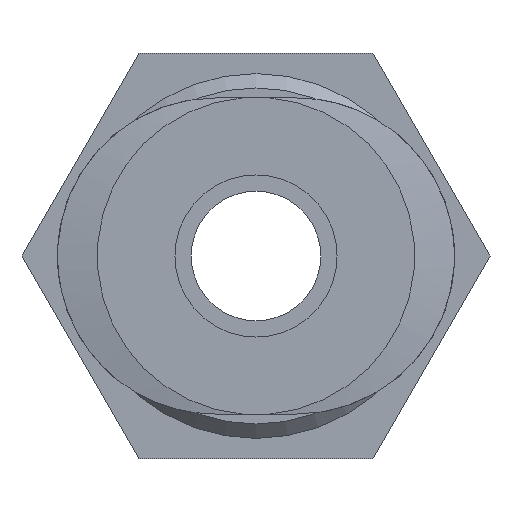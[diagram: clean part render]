
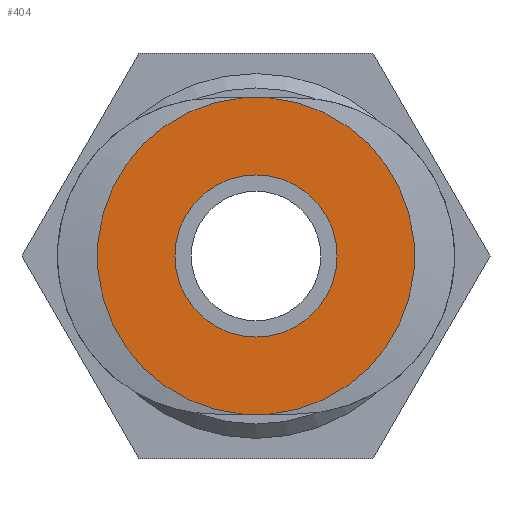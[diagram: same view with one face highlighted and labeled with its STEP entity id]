
A CAD part, left-side view. The second image highlights one B-rep face of the part: STEP entity #404.
In plain terms, the highlighted planar face has unit normal (-1, 0, 0).
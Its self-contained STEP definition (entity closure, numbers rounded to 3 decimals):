
#59=LINE('',#656,#85);
#62=LINE('',#680,#88);
#85=VECTOR('',#541,1000.);
#88=VECTOR('',#548,1000.);
#178=ORIENTED_EDGE('',*,*,#231,.F.);
#179=ORIENTED_EDGE('',*,*,#225,.F.);
#180=ORIENTED_EDGE('',*,*,#232,.F.);
#181=ORIENTED_EDGE('',*,*,#219,.F.);
#182=ORIENTED_EDGE('',*,*,#230,.T.);
#219=EDGE_CURVE('',#260,#261,#59,.T.);
#225=EDGE_CURVE('',#264,#265,#62,.T.);
#230=EDGE_CURVE('',#268,#268,#282,.T.);
#231=EDGE_CURVE('',#265,#260,#283,.T.);
#232=EDGE_CURVE('',#261,#264,#284,.T.);
#260=VERTEX_POINT('',#655);
#261=VERTEX_POINT('',#657);
#264=VERTEX_POINT('',#679);
#265=VERTEX_POINT('',#681);
#268=VERTEX_POINT('',#701);
#282=CIRCLE('',#454,2.);
#283=CIRCLE('',#456,3.915);
#284=CIRCLE('',#458,3.915);
#321=EDGE_LOOP('',(#178,#179,#180,#181));
#322=EDGE_LOOP('',(#182));
#361=FACE_BOUND('',#321,.T.);
#362=FACE_BOUND('',#322,.T.);
#379=PLANE('',#459);
#404=ADVANCED_FACE('',(#361,#362),#379,.F.);
#454=AXIS2_PLACEMENT_3D('',#700,#559,#560);
#456=AXIS2_PLACEMENT_3D('',#703,#563,#564);
#458=AXIS2_PLACEMENT_3D('',#705,#567,#568);
#459=AXIS2_PLACEMENT_3D('',#706,#569,#570);
#541=DIRECTION('',(0.,-1.,0.));
#548=DIRECTION('',(0.,1.,0.));
#559=DIRECTION('',(1.,0.,0.));
#560=DIRECTION('',(0.,0.,-1.));
#563=DIRECTION('',(1.,0.,0.));
#564=DIRECTION('',(0.,0.,-1.));
#567=DIRECTION('',(1.,0.,0.));
#568=DIRECTION('',(0.,0.,-1.));
#569=DIRECTION('',(1.,0.,0.));
#570=DIRECTION('',(0.,0.,-1.));
#655=CARTESIAN_POINT('',(0.,0.345,3.9));
#656=CARTESIAN_POINT('',(0.,1.,3.9));
#657=CARTESIAN_POINT('',(0.,-0.345,3.9));
#679=CARTESIAN_POINT('',(0.,-0.345,-3.9));
#680=CARTESIAN_POINT('',(0.,-1.,-3.9));
#681=CARTESIAN_POINT('',(0.,0.345,-3.9));
#700=CARTESIAN_POINT('',(0.,0.,0.));
#701=CARTESIAN_POINT('',(0.,0.,-2.));
#703=CARTESIAN_POINT('',(0.,0.,0.));
#705=CARTESIAN_POINT('',(0.,0.,0.));
#706=CARTESIAN_POINT('',(0.,2.,0.));
